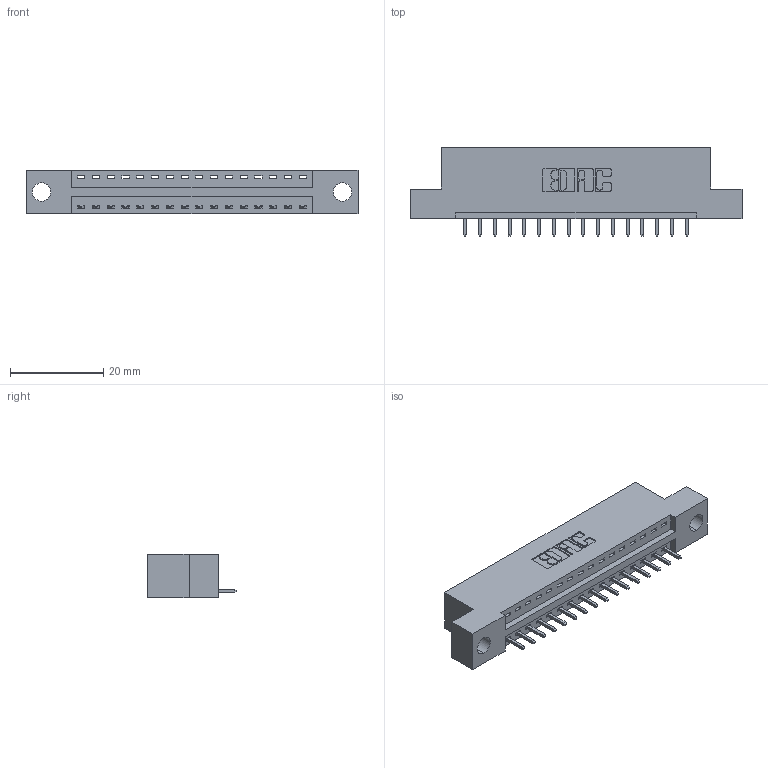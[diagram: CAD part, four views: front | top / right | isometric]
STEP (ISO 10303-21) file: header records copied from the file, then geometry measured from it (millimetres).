
FILE_DESCRIPTION (( 'STEP AP203' ), '1' );
FILE_NAME ('396-016-521-104.STEP', '2019-10-26T17:59:20', ( '' ), ( '' ), 'SwSTEP 2.0', 'SolidWorks 2016', '' );
FILE_SCHEMA (( 'CONFIG_CONTROL_DESIGN' ));
Length unit declared in the file: inch
Products named in the file (3): 345-292-001_345-293-121; 396-016-521-104; 346 Part_Flush Mounting Lugs - 0.156 Dia-TH
Assembly tree (17 placements, depth 2):
  396-016-521-104
    346 Part_Flush Mounting Lugs - 0.156 Dia-TH
    345-292-001_345-293-121  x16
Bounding box: 71.37 x 19.05 x 9.4 mm (x, y, z)
Volume: 6519.6 mm3; surface area: 7491.9 mm2
Topology: 17 solids, 17 shells, 1050 faces, 3145 edges, 2074 vertices
Faces by surface type: plane 716, cylinder 334
Entity records: 13451 total; most frequent: CARTESIAN_POINT 2320, ORIENTED_EDGE 2270, DIRECTION 2079, EDGE_CURVE 1135, LINE 939, VECTOR 939, VERTEX_POINT 754, AXIS2_PLACEMENT_3D 570
